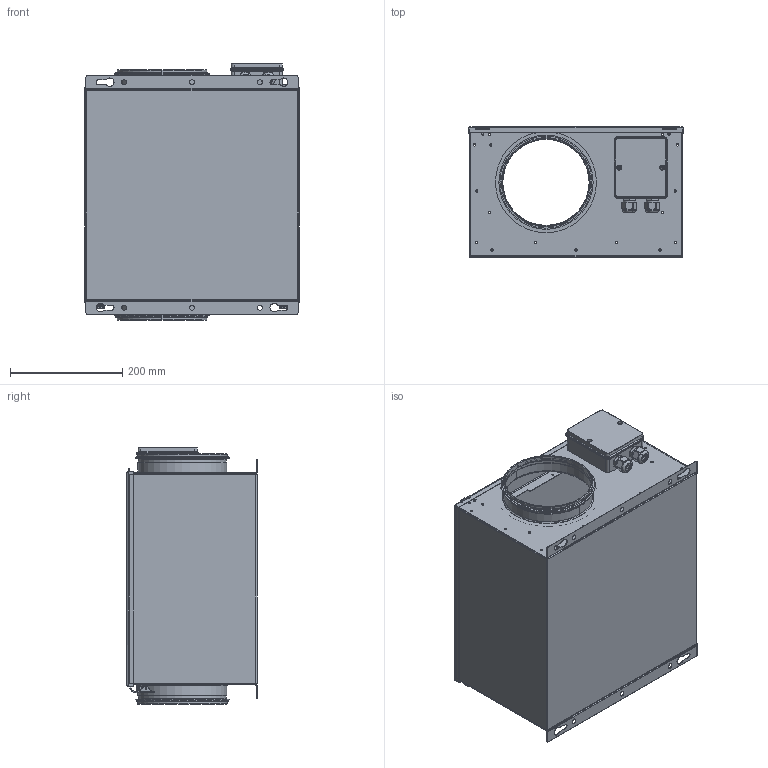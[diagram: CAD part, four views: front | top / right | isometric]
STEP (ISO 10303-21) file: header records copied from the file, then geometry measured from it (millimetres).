
FILE_DESCRIPTION (( 'STEP AP203' ), '1' );
FILE_NAME ('129451-00_ISOR160EC20.STEP', '2014-10-14T13:19:25', ( '' ), ( '' ), 'SwSTEP 2.0', 'SolidWorks 2012', '' );
FILE_SCHEMA (( 'CONFIG_CONTROL_DESIGN' ));
Length unit declared in the file: millimetre
Products named in the file (1): 129451-00_ISOR160EC20
Bounding box: 382.6 x 231.8 x 457.5 mm (x, y, z)
Surface area: 1507342.1 mm2 (no closed solid volume)
Topology: 0 solids, 66 shells, 780 faces, 2381 edges, 1600 vertices
Faces by surface type: cylinder 376, plane 242, torus 64, bspline 60, cone 38
Entity records: 29866 total; most frequent: CARTESIAN_POINT 8177, DIRECTION 4798, ORIENTED_EDGE 3960, EDGE_CURVE 2381, AXIS2_PLACEMENT_3D 1850, VERTEX_POINT 1600, CIRCLE 1129, LINE 1098
